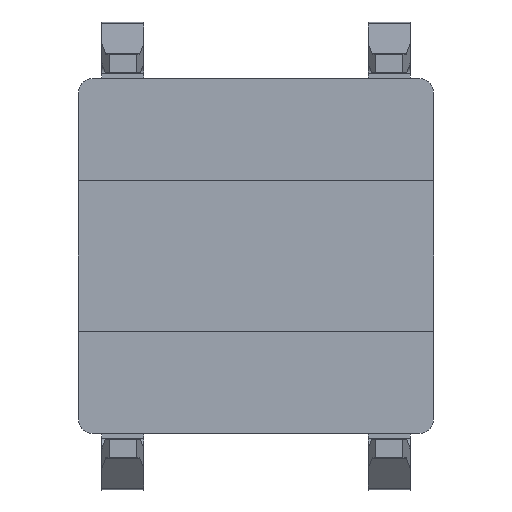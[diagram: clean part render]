
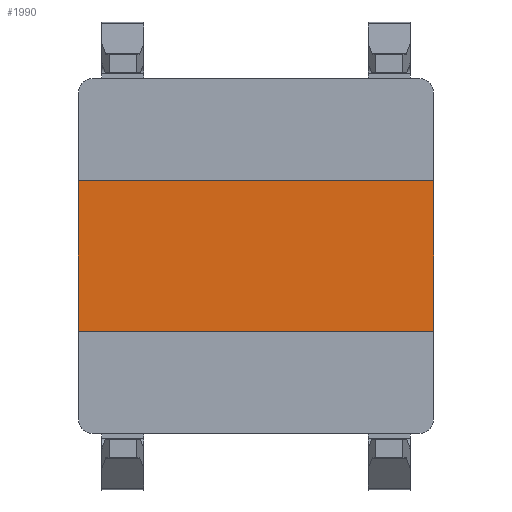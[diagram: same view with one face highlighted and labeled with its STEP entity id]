
A CAD part, front view. The second image highlights one B-rep face of the part: STEP entity #1990.
In plain terms, the highlighted planar face has unit normal (0, -1, 0).
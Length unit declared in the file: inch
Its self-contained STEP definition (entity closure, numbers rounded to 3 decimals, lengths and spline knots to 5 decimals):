
#678 = EDGE_CURVE ( 'NONE', #802, #2625, #4258, .T. ) ;
#740 = CARTESIAN_POINT ( 'NONE',  ( -0.118, 0.01, 0.05 ) ) ;
#802 = VERTEX_POINT ( 'NONE', #2375 ) ;
#1295 = CARTESIAN_POINT ( 'NONE',  ( 0., 0.01, 0. ) ) ;
#1375 = VECTOR ( 'NONE', #2820, 39.37008 ) ;
#1430 = LINE ( 'NONE', #2683, #1375 ) ;
#1594 = ORIENTED_EDGE ( 'NONE', *, *, #4536, .T. ) ;
#1846 = VERTEX_POINT ( 'NONE', #4355 ) ;
#1939 = CARTESIAN_POINT ( 'NONE',  ( -0.118, 0.01, -0.05 ) ) ;
#1990 = ADVANCED_FACE ( 'NONE', ( #4743 ), #3620, .T. ) ;
#2375 = CARTESIAN_POINT ( 'NONE',  ( -0.118, 0.01, -0.05 ) ) ;
#2468 = VECTOR ( 'NONE', #3814, 39.37008 ) ;
#2625 = VERTEX_POINT ( 'NONE', #3952 ) ;
#2683 = CARTESIAN_POINT ( 'NONE',  ( -0.118, 0.01, 0.05 ) ) ;
#2788 = VECTOR ( 'NONE', #4666, 39.37008 ) ;
#2820 = DIRECTION ( 'NONE',  ( 0., 0., -1. ) ) ;
#2839 = VECTOR ( 'NONE', #4865, 39.37008 ) ;
#3331 = LINE ( 'NONE', #3736, #2839 ) ;
#3343 = CARTESIAN_POINT ( 'NONE',  ( 0.118, 0.01, 0.05 ) ) ;
#3349 = EDGE_CURVE ( 'NONE', #2625, #3357, #3331, .T. ) ;
#3357 = VERTEX_POINT ( 'NONE', #3343 ) ;
#3437 = LINE ( 'NONE', #740, #2468 ) ;
#3500 = ORIENTED_EDGE ( 'NONE', *, *, #678, .T. ) ;
#3501 = AXIS2_PLACEMENT_3D ( 'NONE', #1295, #4413, #4817 ) ;
#3620 = PLANE ( 'NONE',  #3501 ) ;
#3736 = CARTESIAN_POINT ( 'NONE',  ( 0.118, 0.01, 0.05 ) ) ;
#3814 = DIRECTION ( 'NONE',  ( -1., 0., 0. ) ) ;
#3952 = CARTESIAN_POINT ( 'NONE',  ( 0.118, 0.01, -0.05 ) ) ;
#4258 = LINE ( 'NONE', #1939, #2788 ) ;
#4355 = CARTESIAN_POINT ( 'NONE',  ( -0.118, 0.01, 0.05 ) ) ;
#4393 = EDGE_LOOP ( 'NONE', ( #4708, #1594, #4710, #3500 ) ) ;
#4413 = DIRECTION ( 'NONE',  ( 0., -1., 0. ) ) ;
#4536 = EDGE_CURVE ( 'NONE', #3357, #1846, #3437, .T. ) ;
#4666 = DIRECTION ( 'NONE',  ( 1., 0., 0. ) ) ;
#4708 = ORIENTED_EDGE ( 'NONE', *, *, #3349, .T. ) ;
#4710 = ORIENTED_EDGE ( 'NONE', *, *, #4740, .T. ) ;
#4740 = EDGE_CURVE ( 'NONE', #1846, #802, #1430, .T. ) ;
#4743 = FACE_OUTER_BOUND ( 'NONE', #4393, .T. ) ;
#4817 = DIRECTION ( 'NONE',  ( 0., 0., -1. ) ) ;
#4865 = DIRECTION ( 'NONE',  ( 0., 0., 1. ) ) ;
